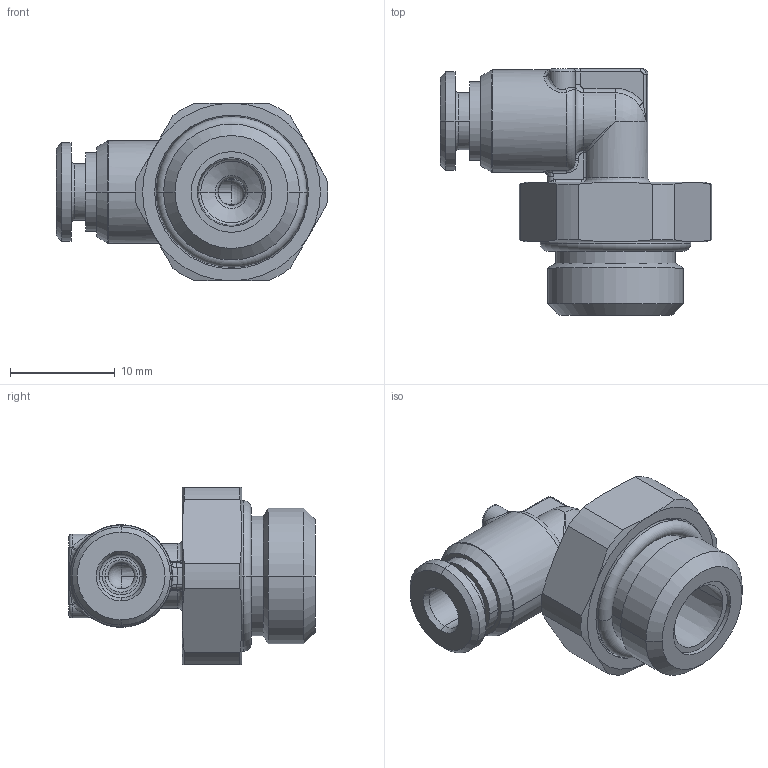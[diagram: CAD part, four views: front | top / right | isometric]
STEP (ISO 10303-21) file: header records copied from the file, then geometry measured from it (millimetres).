
FILE_DESCRIPTION((''),'2;1');
FILE_NAME('mxm.16.04.14',(''),('sopra-pneumatic'),'PRO/ENGINEER BY PARAMETRIC TECHNOLOGY CORPORATION, 2014200','PRO/ENGINEER BY PARAMETRIC TECHNOLOGY CORPORATION, 2014200','');
FILE_SCHEMA(('CONFIG_CONTROL_DESIGN'));
Length unit declared in the file: millimetre
Products named in the file (1): 384105B_930X4M-4FF-1-4
Bounding box: 25.94 x 23.55 x 17 mm (x, y, z)
Volume: 2825.2 mm3; surface area: 2733.9 mm2
Topology: 2 solids, 2 shells, 201 faces, 457 edges, 265 vertices
Faces by surface type: cylinder 58, cone 38, torus 37, plane 33, bspline 30, sphere 5
Entity records: 7376 total; most frequent: CARTESIAN_POINT 2960, DIRECTION 941, ORIENTED_EDGE 914, EDGE_CURVE 457, AXIS2_PLACEMENT_3D 407, VERTEX_POINT 265, CIRCLE 236, EDGE_LOOP 214
